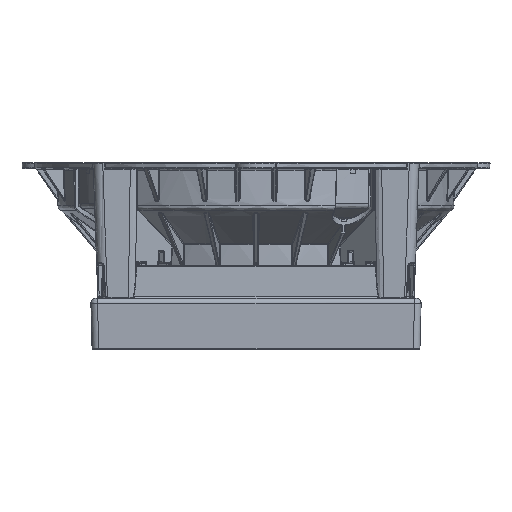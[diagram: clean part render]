
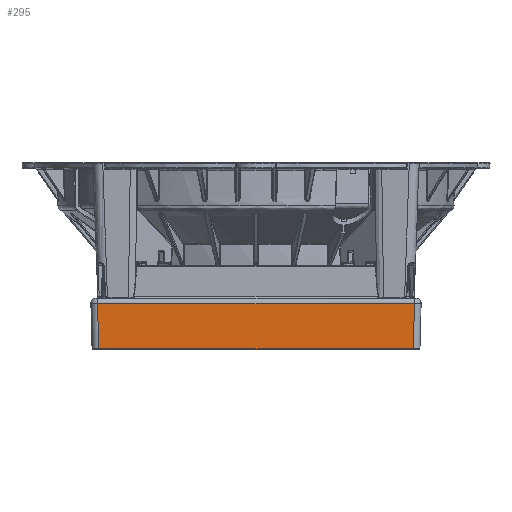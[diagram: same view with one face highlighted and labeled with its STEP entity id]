
A CAD part, left-side view. The second image highlights one B-rep face of the part: STEP entity #295.
In plain terms, the highlighted planar face has unit normal (-1, 0, -0.026).
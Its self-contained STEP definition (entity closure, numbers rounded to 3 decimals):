
#295=ADVANCED_FACE('',(#2545),#32972,.T.);
#2545=FACE_OUTER_BOUND('',#4825,.T.);
#4825=EDGE_LOOP('',(#7951,#7952,#7953,#7954));
#7951=ORIENTED_EDGE('',*,*,#17840,.F.);
#7952=ORIENTED_EDGE('',*,*,#17959,.F.);
#7953=ORIENTED_EDGE('',*,*,#17949,.F.);
#7954=ORIENTED_EDGE('',*,*,#17962,.F.);
#17840=EDGE_CURVE('',#28279,#28275,#26437,.T.);
#17949=EDGE_CURVE('',#28337,#28341,#26475,.T.);
#17959=EDGE_CURVE('',#28341,#28279,#26481,.T.);
#17962=EDGE_CURVE('',#28275,#28337,#26484,.T.);
#26437=B_SPLINE_CURVE_WITH_KNOTS('',1,(#38250,#38251),.UNSPECIFIED.,.F.,
 .F.,(2,2),(-212.375,0.),.UNSPECIFIED.);
#26475=B_SPLINE_CURVE_WITH_KNOTS('',1,(#38629,#38630),.UNSPECIFIED.,.F.,
 .F.,(2,2),(-213.968,0.),.UNSPECIFIED.);
#26481=B_SPLINE_CURVE_WITH_KNOTS('',1,(#38657,#38658),.UNSPECIFIED.,.F.,
 .F.,(2,2),(-30.442,0.),.UNSPECIFIED.);
#26484=B_SPLINE_CURVE_WITH_KNOTS('',1,(#38663,#38664),.UNSPECIFIED.,.F.,
 .F.,(2,2),(-30.442,0.),.UNSPECIFIED.);
#28275=VERTEX_POINT('',#37935);
#28279=VERTEX_POINT('',#37939);
#28337=VERTEX_POINT('',#37997);
#28341=VERTEX_POINT('',#38001);
#32972=PLANE('',#33424);
#33424=AXIS2_PLACEMENT_3D('',#37891,#33792,$);
#33792=DIRECTION('',(-1.,0.,-0.026));
#37891=CARTESIAN_POINT('',(-110.59,125.313,-125.453));
#37935=CARTESIAN_POINT('',(-110.686,102.51,-121.786));
#37939=CARTESIAN_POINT('',(-110.686,-109.865,-121.786));
#37997=CARTESIAN_POINT('',(-111.482,103.307,-91.365));
#38001=CARTESIAN_POINT('',(-111.482,-110.661,-91.365));
#38250=CARTESIAN_POINT('',(-110.686,-109.865,-121.786));
#38251=CARTESIAN_POINT('',(-110.686,102.51,-121.786));
#38629=CARTESIAN_POINT('',(-111.482,103.307,-91.365));
#38630=CARTESIAN_POINT('',(-111.482,-110.661,-91.365));
#38657=CARTESIAN_POINT('',(-111.482,-110.661,-91.365));
#38658=CARTESIAN_POINT('',(-110.686,-109.865,-121.786));
#38663=CARTESIAN_POINT('',(-110.686,102.51,-121.786));
#38664=CARTESIAN_POINT('',(-111.482,103.307,-91.365));
